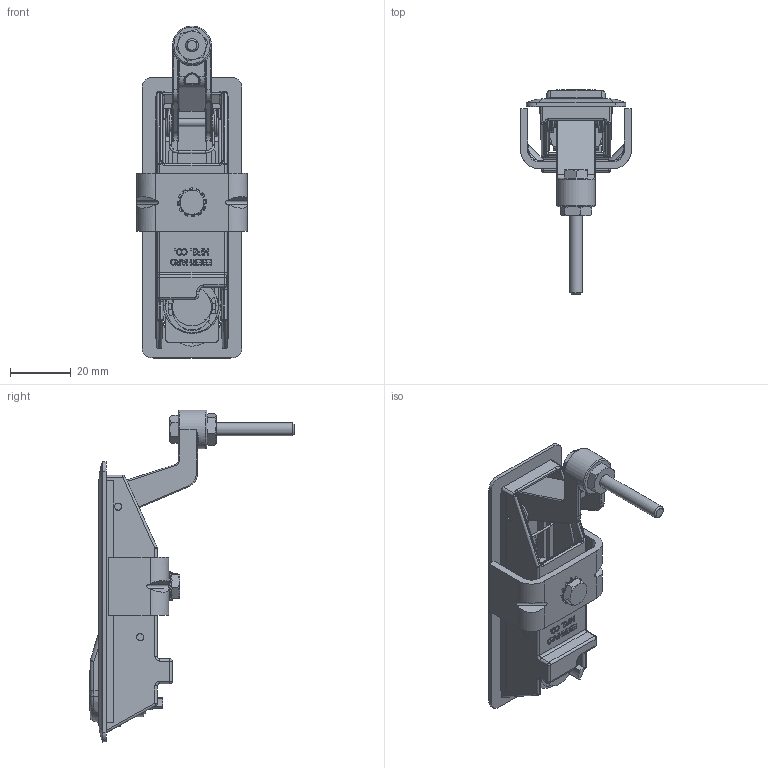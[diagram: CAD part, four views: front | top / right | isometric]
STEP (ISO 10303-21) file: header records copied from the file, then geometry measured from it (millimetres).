
FILE_DESCRIPTION((''),'2;1');
FILE_NAME('634-K.stp','2013-02-22T13:34:59',('fredp'),(''),'Autodesk Inventor 2013','Autodesk Inventor 2013','');
FILE_SCHEMA(('AUTOMOTIVE_DESIGN { 1 0 10303 214 1 1 1 1 }'));
Length unit declared in the file: inch
Products named in the file (1): 634-K
Bounding box: 36.32 x 67.18 x 109.02 mm (x, y, z)
Volume: 27168.7 mm3; surface area: 28685.4 mm2
Topology: 14 solids, 14 shells, 1139 faces, 3062 edges, 1935 vertices
Faces by surface type: plane 526, bspline 276, cylinder 242, torus 40, cone 31, sphere 24
Full cylindrical faces by diameter (mm): 0.686 x11, 2.413 x4, 2.591 x2, 2.921 x2, 3.239 x2, 4.013 x1, 4.242 x2, 4.293 x1, 4.31 x1, 4.826 x1, 5.144 x1, 5.969 x2, 8.636 x1, 9.652 x1, 12.7 x2, 13.462 x1, 15.875 x1, 16.129 x1, 17.272 x1
Entity records: 46191 total; most frequent: CARTESIAN_POINT 18757, ORIENTED_EDGE 5912, DIRECTION 4701, EDGE_CURVE 2956, VERTEX_POINT 1922, VECTOR 1589, LINE 1589, AXIS2_PLACEMENT_3D 1556
